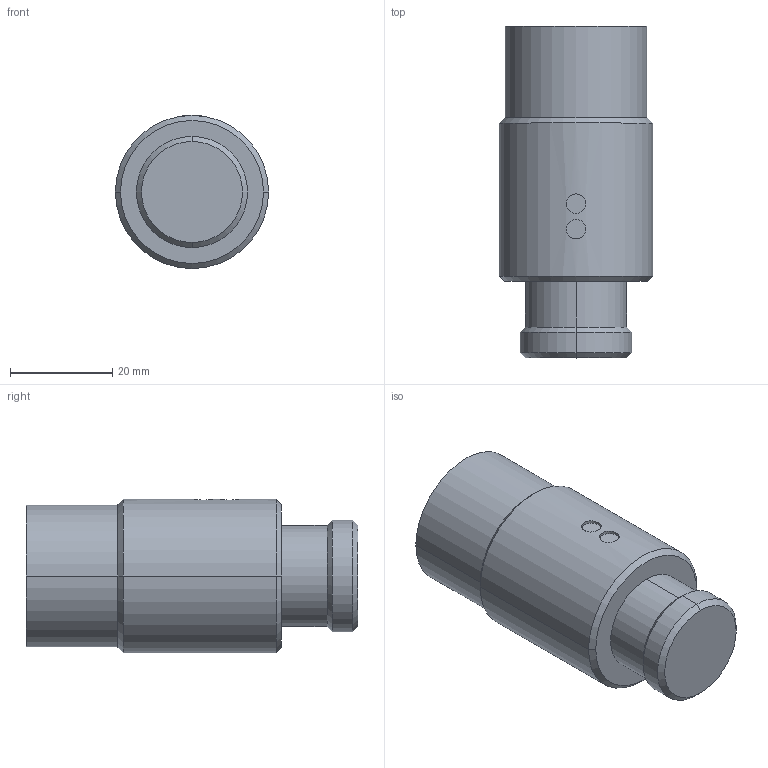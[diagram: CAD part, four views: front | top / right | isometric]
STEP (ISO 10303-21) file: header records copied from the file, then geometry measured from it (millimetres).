
FILE_DESCRIPTION((''),'2;1');
FILE_NAME('DM_CAD-2741','2017-07-24T',('creinig-se'),(''),'PRO/ENGINEER BY PARAMETRIC TECHNOLOGY CORPORATION, 2015440','PRO/ENGINEER BY PARAMETRIC TECHNOLOGY CORPORATION, 2015440','');
FILE_SCHEMA(('CONFIG_CONTROL_DESIGN'));
Length unit declared in the file: millimetre
Products named in the file (1): DM_CAD-2741
Bounding box: 30 x 65 x 30 mm (x, y, z)
Volume: 38306 mm3; surface area: 6914.5 mm2
Topology: 1 solids, 1 shells, 26 faces, 104 edges, 90 vertices
Faces by surface type: cylinder 12, cone 8, plane 6
Entity records: 1627 total; most frequent: CARTESIAN_POINT 217, DIRECTION 196, PRESENTATION_STYLE_ASSIGNMENT 127, STYLED_ITEM 118, CURVE_STYLE 111, ORIENTED_EDGE 100, AXIS2_PLACEMENT_3D 69, VECTOR 58
